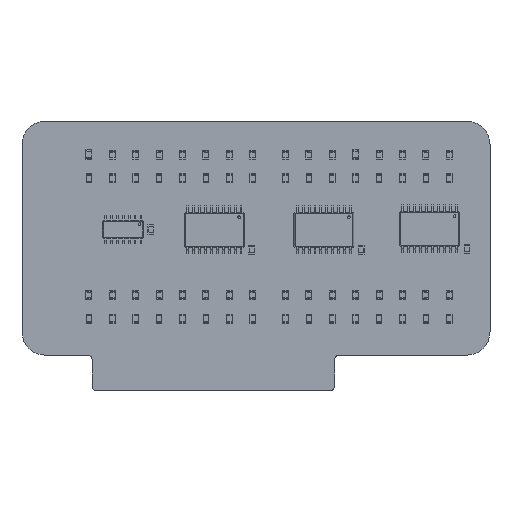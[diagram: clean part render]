
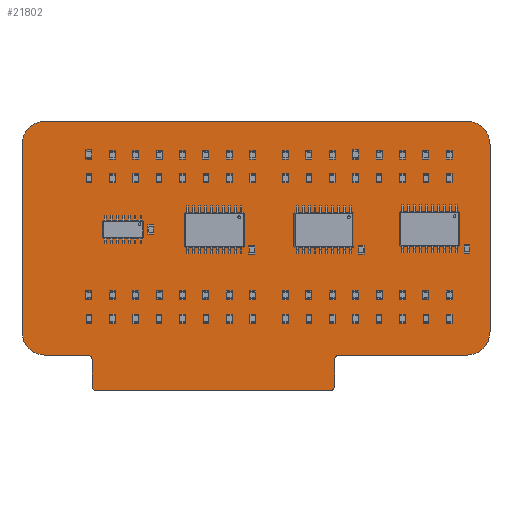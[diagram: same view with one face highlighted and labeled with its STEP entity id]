
A CAD part, top view. The second image highlights one B-rep face of the part: STEP entity #21802.
In plain terms, the highlighted planar face has unit normal (0, 0, 1).
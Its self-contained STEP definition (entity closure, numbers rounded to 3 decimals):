
#21273 = VERTEX_POINT('',#21274);
#21274 = CARTESIAN_POINT('',(193.501,-76.194,1.51));
#21280 = EDGE_CURVE('',#21273,#21281,#21283,.T.);
#21281 = VERTEX_POINT('',#21282);
#21282 = CARTESIAN_POINT('',(198.501,-81.194,1.51));
#21283 = CIRCLE('',#21284,5.);
#21284 = AXIS2_PLACEMENT_3D('',#21285,#21286,#21287);
#21285 = CARTESIAN_POINT('',(193.501,-81.194,1.51));
#21286 = DIRECTION('',(0.,0.,-1.));
#21287 = DIRECTION('',(0.,1.,0.));
#21313 = EDGE_CURVE('',#21281,#21314,#21316,.T.);
#21314 = VERTEX_POINT('',#21315);
#21315 = CARTESIAN_POINT('',(198.501,-121.194,1.51));
#21316 = LINE('',#21317,#21318);
#21317 = CARTESIAN_POINT('',(198.501,-81.194,1.51));
#21318 = VECTOR('',#21319,1.);
#21319 = DIRECTION('',(0.,-1.,0.));
#21344 = EDGE_CURVE('',#21314,#21345,#21347,.T.);
#21345 = VERTEX_POINT('',#21346);
#21346 = CARTESIAN_POINT('',(193.501,-126.194,1.51));
#21347 = CIRCLE('',#21348,5.);
#21348 = AXIS2_PLACEMENT_3D('',#21349,#21350,#21351);
#21349 = CARTESIAN_POINT('',(193.501,-121.194,1.51));
#21350 = DIRECTION('',(0.,0.,-1.));
#21351 = DIRECTION('',(1.,0.,0.));
#21377 = EDGE_CURVE('',#21345,#21378,#21380,.T.);
#21378 = VERTEX_POINT('',#21379);
#21379 = CARTESIAN_POINT('',(166.301,-126.194,1.51));
#21380 = LINE('',#21381,#21382);
#21381 = CARTESIAN_POINT('',(193.501,-126.194,1.51));
#21382 = VECTOR('',#21383,1.);
#21383 = DIRECTION('',(-1.,0.,0.));
#21408 = EDGE_CURVE('',#21378,#21409,#21411,.T.);
#21409 = VERTEX_POINT('',#21410);
#21410 = CARTESIAN_POINT('',(165.301,-127.194,1.51));
#21411 = CIRCLE('',#21412,1.);
#21412 = AXIS2_PLACEMENT_3D('',#21413,#21414,#21415);
#21413 = CARTESIAN_POINT('',(166.301,-127.194,1.51));
#21414 = DIRECTION('',(0.,0.,1.));
#21415 = DIRECTION('',(0.,1.,-0.));
#21441 = EDGE_CURVE('',#21409,#21442,#21444,.T.);
#21442 = VERTEX_POINT('',#21443);
#21443 = CARTESIAN_POINT('',(165.301,-132.814,1.51));
#21444 = LINE('',#21445,#21446);
#21445 = CARTESIAN_POINT('',(165.301,-127.194,1.51));
#21446 = VECTOR('',#21447,1.);
#21447 = DIRECTION('',(0.,-1.,0.));
#21472 = EDGE_CURVE('',#21442,#21473,#21475,.T.);
#21473 = VERTEX_POINT('',#21474);
#21474 = CARTESIAN_POINT('',(164.301,-133.814,1.51));
#21475 = CIRCLE('',#21476,1.);
#21476 = AXIS2_PLACEMENT_3D('',#21477,#21478,#21479);
#21477 = CARTESIAN_POINT('',(164.301,-132.814,1.51));
#21478 = DIRECTION('',(0.,0.,-1.));
#21479 = DIRECTION('',(1.,0.,0.));
#21505 = EDGE_CURVE('',#21473,#21506,#21508,.T.);
#21506 = VERTEX_POINT('',#21507);
#21507 = CARTESIAN_POINT('',(114.501,-133.814,1.51));
#21508 = LINE('',#21509,#21510);
#21509 = CARTESIAN_POINT('',(164.301,-133.814,1.51));
#21510 = VECTOR('',#21511,1.);
#21511 = DIRECTION('',(-1.,0.,0.));
#21536 = EDGE_CURVE('',#21506,#21537,#21539,.T.);
#21537 = VERTEX_POINT('',#21538);
#21538 = CARTESIAN_POINT('',(113.501,-132.814,1.51));
#21539 = CIRCLE('',#21540,1.);
#21540 = AXIS2_PLACEMENT_3D('',#21541,#21542,#21543);
#21541 = CARTESIAN_POINT('',(114.501,-132.814,1.51));
#21542 = DIRECTION('',(0.,0.,-1.));
#21543 = DIRECTION('',(0.,-1.,0.));
#21569 = EDGE_CURVE('',#21537,#21570,#21572,.T.);
#21570 = VERTEX_POINT('',#21571);
#21571 = CARTESIAN_POINT('',(113.501,-127.194,1.51));
#21572 = LINE('',#21573,#21574);
#21573 = CARTESIAN_POINT('',(113.501,-132.814,1.51));
#21574 = VECTOR('',#21575,1.);
#21575 = DIRECTION('',(0.,1.,0.));
#21600 = EDGE_CURVE('',#21570,#21601,#21603,.T.);
#21601 = VERTEX_POINT('',#21602);
#21602 = CARTESIAN_POINT('',(112.501,-126.194,1.51));
#21603 = CIRCLE('',#21604,1.);
#21604 = AXIS2_PLACEMENT_3D('',#21605,#21606,#21607);
#21605 = CARTESIAN_POINT('',(112.501,-127.194,1.51));
#21606 = DIRECTION('',(0.,0.,1.));
#21607 = DIRECTION('',(1.,0.,0.));
#21633 = EDGE_CURVE('',#21601,#21634,#21636,.T.);
#21634 = VERTEX_POINT('',#21635);
#21635 = CARTESIAN_POINT('',(103.501,-126.194,1.51));
#21636 = LINE('',#21637,#21638);
#21637 = CARTESIAN_POINT('',(112.501,-126.194,1.51));
#21638 = VECTOR('',#21639,1.);
#21639 = DIRECTION('',(-1.,0.,0.));
#21664 = EDGE_CURVE('',#21634,#21665,#21667,.T.);
#21665 = VERTEX_POINT('',#21666);
#21666 = CARTESIAN_POINT('',(98.501,-121.194,1.51));
#21667 = CIRCLE('',#21668,5.);
#21668 = AXIS2_PLACEMENT_3D('',#21669,#21670,#21671);
#21669 = CARTESIAN_POINT('',(103.501,-121.194,1.51));
#21670 = DIRECTION('',(0.,0.,-1.));
#21671 = DIRECTION('',(0.,-1.,0.));
#21697 = EDGE_CURVE('',#21665,#21698,#21700,.T.);
#21698 = VERTEX_POINT('',#21699);
#21699 = CARTESIAN_POINT('',(98.501,-81.194,1.51));
#21700 = LINE('',#21701,#21702);
#21701 = CARTESIAN_POINT('',(98.501,-121.194,1.51));
#21702 = VECTOR('',#21703,1.);
#21703 = DIRECTION('',(0.,1.,0.));
#21728 = EDGE_CURVE('',#21698,#21729,#21731,.T.);
#21729 = VERTEX_POINT('',#21730);
#21730 = CARTESIAN_POINT('',(103.501,-76.194,1.51));
#21731 = CIRCLE('',#21732,5.);
#21732 = AXIS2_PLACEMENT_3D('',#21733,#21734,#21735);
#21733 = CARTESIAN_POINT('',(103.501,-81.194,1.51));
#21734 = DIRECTION('',(0.,0.,-1.));
#21735 = DIRECTION('',(-1.,0.,-0.));
#21761 = EDGE_CURVE('',#21729,#21273,#21762,.T.);
#21762 = LINE('',#21763,#21764);
#21763 = CARTESIAN_POINT('',(103.501,-76.194,1.51));
#21764 = VECTOR('',#21765,1.);
#21765 = DIRECTION('',(1.,0.,0.));
#21802 = ADVANCED_FACE('',(#21803),#21821,.T.);
#21803 = FACE_BOUND('',#21804,.F.);
#21804 = EDGE_LOOP('',(#21805,#21806,#21807,#21808,#21809,#21810,#21811,
    #21812,#21813,#21814,#21815,#21816,#21817,#21818,#21819,#21820));
#21805 = ORIENTED_EDGE('',*,*,#21280,.T.);
#21806 = ORIENTED_EDGE('',*,*,#21313,.T.);
#21807 = ORIENTED_EDGE('',*,*,#21344,.T.);
#21808 = ORIENTED_EDGE('',*,*,#21377,.T.);
#21809 = ORIENTED_EDGE('',*,*,#21408,.T.);
#21810 = ORIENTED_EDGE('',*,*,#21441,.T.);
#21811 = ORIENTED_EDGE('',*,*,#21472,.T.);
#21812 = ORIENTED_EDGE('',*,*,#21505,.T.);
#21813 = ORIENTED_EDGE('',*,*,#21536,.T.);
#21814 = ORIENTED_EDGE('',*,*,#21569,.T.);
#21815 = ORIENTED_EDGE('',*,*,#21600,.T.);
#21816 = ORIENTED_EDGE('',*,*,#21633,.T.);
#21817 = ORIENTED_EDGE('',*,*,#21664,.T.);
#21818 = ORIENTED_EDGE('',*,*,#21697,.T.);
#21819 = ORIENTED_EDGE('',*,*,#21728,.T.);
#21820 = ORIENTED_EDGE('',*,*,#21761,.T.);
#21821 = PLANE('',#21822);
#21822 = AXIS2_PLACEMENT_3D('',#21823,#21824,#21825);
#21823 = CARTESIAN_POINT('',(0.,0.,1.51));
#21824 = DIRECTION('',(0.,0.,1.));
#21825 = DIRECTION('',(1.,0.,-0.));
